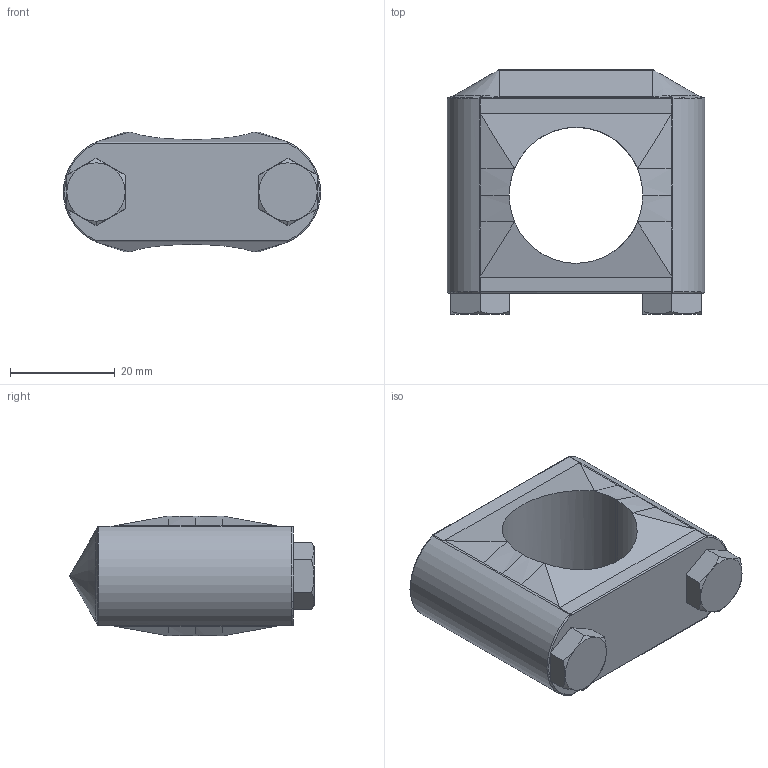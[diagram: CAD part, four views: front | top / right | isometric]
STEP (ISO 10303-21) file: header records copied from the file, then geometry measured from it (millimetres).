
FILE_DESCRIPTION (( 'STEP AP214' ), '1' );
FILE_NAME ('CSDBM1.0T304ZP.STEP', '2023-05-26T16:44:58', ( '' ), ( '' ), 'SwSTEP 2.0', 'SolidWorks 2018', '' );
FILE_SCHEMA (( 'AUTOMOTIVE_DESIGN' ));
Length unit declared in the file: inch
Products named in the file (1): CSDBM1.0T304ZP
Bounding box: 49.02 x 46.51 x 22.86 mm (x, y, z)
Volume: 26042.7 mm3; surface area: 7378.5 mm2
Topology: 1 solids, 1 shells, 124 faces, 294 edges, 170 vertices
Faces by surface type: plane 45, bspline 26, cylinder 19, cone 16, torus 16, sphere 2
Entity records: 4424 total; most frequent: CARTESIAN_POINT 1819, ORIENTED_EDGE 588, DIRECTION 464, EDGE_CURVE 294, AXIS2_PLACEMENT_3D 179, VERTEX_POINT 170, EDGE_LOOP 124, FACE_OUTER_BOUND 124
